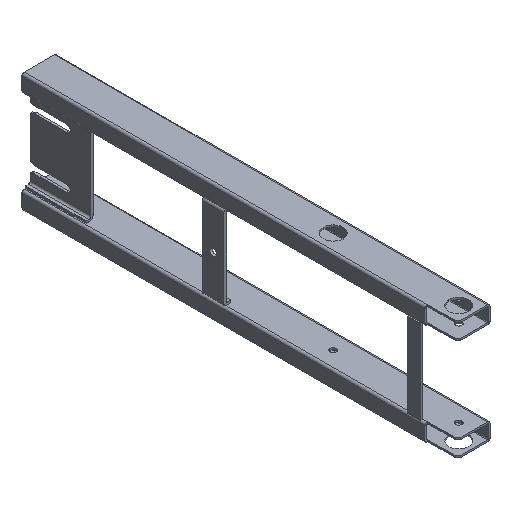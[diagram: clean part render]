
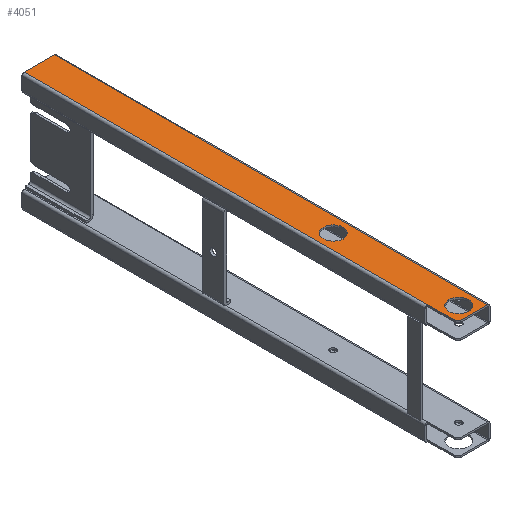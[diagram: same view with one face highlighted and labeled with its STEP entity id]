
A CAD part, isometric view. The second image highlights one B-rep face of the part: STEP entity #4051.
In plain terms, the highlighted planar face has unit normal (0, 0, 1).
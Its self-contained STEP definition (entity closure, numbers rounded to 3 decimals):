
#3177=DIRECTION('',(-1.,0.,0.));
#3178=VECTOR('',#3177,31.5);
#3179=CARTESIAN_POINT('',(20.5,-688.5,-775.25));
#3180=LINE('',#3179,#3178);
#3181=DIRECTION('',(-0.707,0.707,0.));
#3182=VECTOR('',#3181,4.243);
#3183=CARTESIAN_POINT('',(-11.,-688.5,-775.25));
#3184=LINE('',#3183,#3182);
#3185=DIRECTION('',(0.,1.,0.));
#3186=VECTOR('',#3185,32.);
#3187=CARTESIAN_POINT('',(-14.,-685.5,-775.25));
#3188=LINE('',#3187,#3186);
#3189=CARTESIAN_POINT('',(3.,-672.5,-775.25));
#3190=DIRECTION('',(0.,0.,1.));
#3191=DIRECTION('',(0.,-1.,0.));
#3192=AXIS2_PLACEMENT_3D('',#3189,#3190,#3191);
#3194=CARTESIAN_POINT('',(3.,-672.5,-775.25));
#3195=DIRECTION('',(0.,0.,1.));
#3196=DIRECTION('',(0.,1.,0.));
#3197=AXIS2_PLACEMENT_3D('',#3194,#3195,#3196);
#3199=CARTESIAN_POINT('',(3.,-527.5,-775.25));
#3200=DIRECTION('',(0.,0.,1.));
#3201=DIRECTION('',(0.,-1.,0.));
#3202=AXIS2_PLACEMENT_3D('',#3199,#3200,#3201);
#3204=CARTESIAN_POINT('',(3.,-527.5,-775.25));
#3205=DIRECTION('',(0.,0.,1.));
#3206=DIRECTION('',(0.,1.,0.));
#3207=AXIS2_PLACEMENT_3D('',#3204,#3205,#3206);
#3227=DIRECTION('',(1.,0.,0.));
#3228=VECTOR('',#3227,0.5);
#3229=CARTESIAN_POINT('',(-14.5,-653.5,-775.25));
#3230=LINE('',#3229,#3228);
#3280=DIRECTION('',(-1.,0.,0.));
#3281=VECTOR('',#3280,35.);
#3282=CARTESIAN_POINT('',(20.5,-188.5,-775.25));
#3283=LINE('',#3282,#3281);
#3341=DIRECTION('',(0.,-1.,0.));
#3342=VECTOR('',#3341,465.);
#3343=CARTESIAN_POINT('',(-14.5,-188.5,-775.25));
#3344=LINE('',#3343,#3342);
#3391=DIRECTION('',(0.,1.,0.));
#3392=VECTOR('',#3391,500.);
#3393=CARTESIAN_POINT('',(20.5,-688.5,-775.25));
#3394=LINE('',#3393,#3392);
#3665=CARTESIAN_POINT('',(20.5,-688.5,-775.25));
#3667=VERTEX_POINT('',#3665);
#3689=CARTESIAN_POINT('',(-11.,-688.5,-775.25));
#3690=VERTEX_POINT('',#3689);
#3691=CARTESIAN_POINT('',(-14.,-685.5,-775.25));
#3692=VERTEX_POINT('',#3691);
#3693=CARTESIAN_POINT('',(-14.,-653.5,-775.25));
#3694=VERTEX_POINT('',#3693);
#3695=CARTESIAN_POINT('',(-14.5,-653.5,-775.25));
#3696=VERTEX_POINT('',#3695);
#3697=CARTESIAN_POINT('',(20.5,-188.5,-775.25));
#3698=CARTESIAN_POINT('',(-14.5,-188.5,-775.25));
#3699=VERTEX_POINT('',#3697);
#3700=VERTEX_POINT('',#3698);
#3701=CARTESIAN_POINT('',(3.,-684.,-775.25));
#3702=CARTESIAN_POINT('',(3.,-661.,-775.25));
#3703=VERTEX_POINT('',#3701);
#3704=VERTEX_POINT('',#3702);
#3705=CARTESIAN_POINT('',(3.,-539.,-775.25));
#3706=CARTESIAN_POINT('',(3.,-516.,-775.25));
#3707=VERTEX_POINT('',#3705);
#3708=VERTEX_POINT('',#3706);
#4020=CARTESIAN_POINT('',(3.,-438.5,-775.25));
#4021=DIRECTION('',(0.,0.,1.));
#4022=DIRECTION('',(0.,1.,0.));
#4023=AXIS2_PLACEMENT_3D('',#4020,#4021,#4022);
#4024=PLANE('',#4023);
#4025=ORIENTED_EDGE('',*,*,#3951,.T.);
#4027=ORIENTED_EDGE('',*,*,#4026,.T.);
#4028=ORIENTED_EDGE('',*,*,#4010,.T.);
#4030=ORIENTED_EDGE('',*,*,#4029,.F.);
#4032=ORIENTED_EDGE('',*,*,#4031,.F.);
#4034=ORIENTED_EDGE('',*,*,#4033,.F.);
#4036=ORIENTED_EDGE('',*,*,#4035,.F.);
#4037=EDGE_LOOP('',(#4025,#4027,#4028,#4030,#4032,#4034,#4036));
#4038=FACE_OUTER_BOUND('',#4037,.F.);
#4040=ORIENTED_EDGE('',*,*,#4039,.T.);
#4042=ORIENTED_EDGE('',*,*,#4041,.T.);
#4043=EDGE_LOOP('',(#4040,#4042));
#4044=FACE_BOUND('',#4043,.F.);
#4046=ORIENTED_EDGE('',*,*,#4045,.T.);
#4048=ORIENTED_EDGE('',*,*,#4047,.T.);
#4049=EDGE_LOOP('',(#4046,#4048));
#4050=FACE_BOUND('',#4049,.F.);
#4051=ADVANCED_FACE('',(#4038,#4044,#4050),#4024,.T.);
#3193=CIRCLE('',#3192,11.5);
#3198=CIRCLE('',#3197,11.5);
#3203=CIRCLE('',#3202,11.5);
#3208=CIRCLE('',#3207,11.5);
#3951=EDGE_CURVE('',#3667,#3690,#3180,.T.);
#4010=EDGE_CURVE('',#3692,#3694,#3188,.T.);
#4026=EDGE_CURVE('',#3690,#3692,#3184,.T.);
#4029=EDGE_CURVE('',#3696,#3694,#3230,.T.);
#4031=EDGE_CURVE('',#3700,#3696,#3344,.T.);
#4033=EDGE_CURVE('',#3699,#3700,#3283,.T.);
#4035=EDGE_CURVE('',#3667,#3699,#3394,.T.);
#4039=EDGE_CURVE('',#3703,#3704,#3193,.T.);
#4041=EDGE_CURVE('',#3704,#3703,#3198,.T.);
#4045=EDGE_CURVE('',#3707,#3708,#3203,.T.);
#4047=EDGE_CURVE('',#3708,#3707,#3208,.T.);
